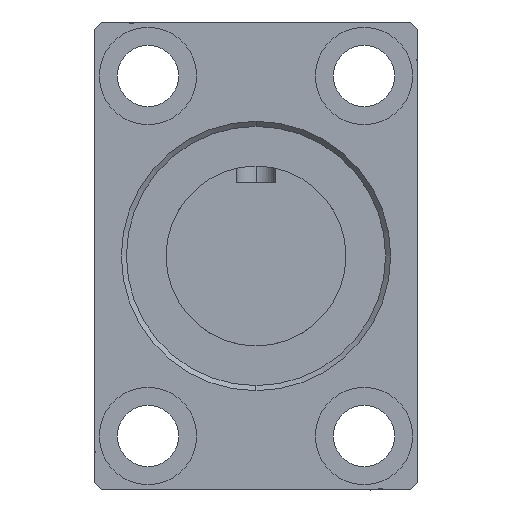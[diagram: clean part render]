
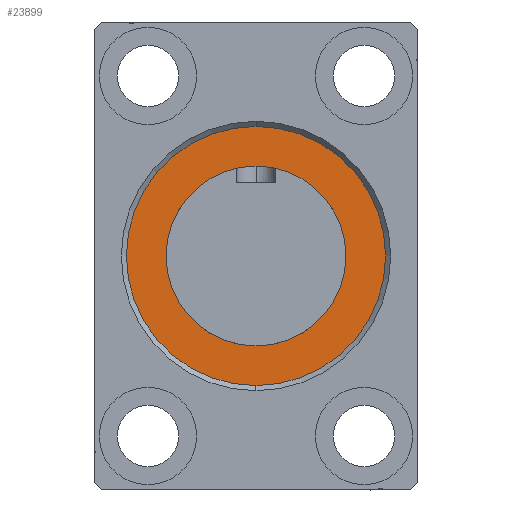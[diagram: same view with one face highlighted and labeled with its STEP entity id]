
A CAD part, left-side view. The second image highlights one B-rep face of the part: STEP entity #23899.
In plain terms, the highlighted planar face has unit normal (-1, 0, 0).
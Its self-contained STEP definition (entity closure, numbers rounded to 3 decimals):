
#2804 = DIRECTION ( 'NONE',  ( 0., 0., 1. ) ) ;
#4499 = AXIS2_PLACEMENT_3D ( 'NONE', #15934, #23456, #17212 ) ;
#5823 = ORIENTED_EDGE ( 'NONE', *, *, #25136, .F. ) ;
#9022 = DIRECTION ( 'NONE',  ( 0., 0., 1. ) ) ;
#9491 = VERTEX_POINT ( 'NONE', #28221 ) ;
#9836 = CIRCLE ( 'NONE', #40793, 18. ) ;
#9847 = DIRECTION ( 'NONE',  ( 0., 0., 1. ) ) ;
#10151 = AXIS2_PLACEMENT_3D ( 'NONE', #22168, #38330, #9022 ) ;
#11239 = ORIENTED_EDGE ( 'NONE', *, *, #39640, .T. ) ;
#12047 = CIRCLE ( 'NONE', #4499, 12.5 ) ;
#12235 = PLANE ( 'NONE',  #26420 ) ;
#13086 = FACE_OUTER_BOUND ( 'NONE', #27192, .T. ) ;
#14636 = CARTESIAN_POINT ( 'NONE',  ( 7., 0., 12.5 ) ) ;
#14764 = AXIS2_PLACEMENT_3D ( 'NONE', #27618, #27198, #40760 ) ;
#15934 = CARTESIAN_POINT ( 'NONE',  ( 7., 0., 0. ) ) ;
#17212 = DIRECTION ( 'NONE',  ( 0., 0., 1. ) ) ;
#17483 = CIRCLE ( 'NONE', #14764, 12.5 ) ;
#17915 = VERTEX_POINT ( 'NONE', #14636 ) ;
#19172 = CARTESIAN_POINT ( 'NONE',  ( 7., 0., 0. ) ) ;
#20433 = CARTESIAN_POINT ( 'NONE',  ( 7., 0., -18. ) ) ;
#21902 = EDGE_CURVE ( 'NONE', #35783, #26516, #9836, .T. ) ;
#22168 = CARTESIAN_POINT ( 'NONE',  ( 7., 0., 0. ) ) ;
#23456 = DIRECTION ( 'NONE',  ( -1., 0., 0. ) ) ;
#23899 = ADVANCED_FACE ( 'NONE', ( #42596, #13086 ), #12235, .T. ) ;
#23910 = CIRCLE ( 'NONE', #10151, 18. ) ;
#24668 = ORIENTED_EDGE ( 'NONE', *, *, #21902, .T. ) ;
#25136 = EDGE_CURVE ( 'NONE', #9491, #17915, #17483, .T. ) ;
#26231 = CARTESIAN_POINT ( 'NONE',  ( 7., 0., 0. ) ) ;
#26420 = AXIS2_PLACEMENT_3D ( 'NONE', #26231, #39365, #9847 ) ;
#26516 = VERTEX_POINT ( 'NONE', #20433 ) ;
#27192 = EDGE_LOOP ( 'NONE', ( #24668, #11239 ) ) ;
#27198 = DIRECTION ( 'NONE',  ( -1., 0., 0. ) ) ;
#27618 = CARTESIAN_POINT ( 'NONE',  ( 7., 0., 0. ) ) ;
#28221 = CARTESIAN_POINT ( 'NONE',  ( 7., 0., -12.5 ) ) ;
#32319 = DIRECTION ( 'NONE',  ( -1., 0., 0. ) ) ;
#32684 = CARTESIAN_POINT ( 'NONE',  ( 7., 0., 18. ) ) ;
#33576 = EDGE_CURVE ( 'NONE', #17915, #9491, #12047, .T. ) ;
#33686 = EDGE_LOOP ( 'NONE', ( #36385, #5823 ) ) ;
#35783 = VERTEX_POINT ( 'NONE', #32684 ) ;
#36385 = ORIENTED_EDGE ( 'NONE', *, *, #33576, .F. ) ;
#38330 = DIRECTION ( 'NONE',  ( -1., 0., 0. ) ) ;
#39365 = DIRECTION ( 'NONE',  ( -1., 0., 0. ) ) ;
#39640 = EDGE_CURVE ( 'NONE', #26516, #35783, #23910, .T. ) ;
#40760 = DIRECTION ( 'NONE',  ( 0., 0., 1. ) ) ;
#40793 = AXIS2_PLACEMENT_3D ( 'NONE', #19172, #32319, #2804 ) ;
#42596 = FACE_BOUND ( 'NONE', #33686, .T. ) ;
